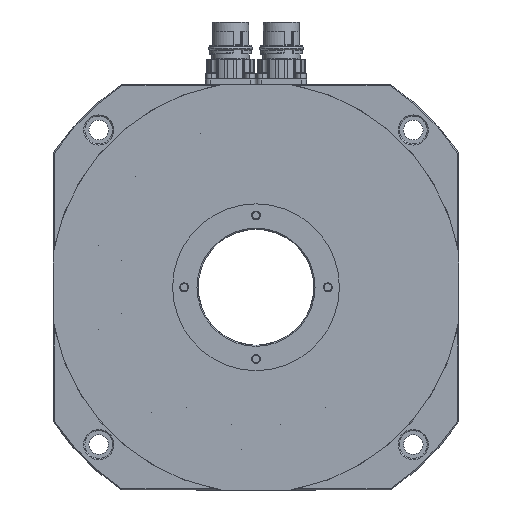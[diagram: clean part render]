
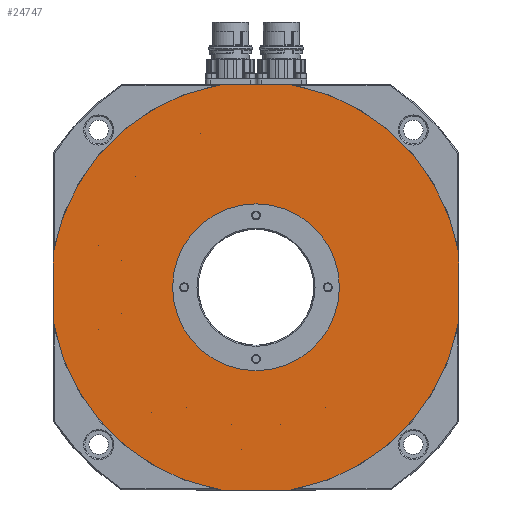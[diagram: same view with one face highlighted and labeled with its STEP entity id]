
A CAD part, left-side view. The second image highlights one B-rep face of the part: STEP entity #24747.
In plain terms, the highlighted planar face has unit normal (-1, 0, 0).
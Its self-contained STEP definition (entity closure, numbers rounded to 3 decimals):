
#2715 = CIRCLE ( 'NONE', #43869, 88.75 ) ;
#3373 = VERTEX_POINT ( 'NONE', #86887 ) ;
#3765 = VERTEX_POINT ( 'NONE', #99136 ) ;
#4796 = CARTESIAN_POINT ( 'NONE',  ( -35.5, 87.5, 87.5 ) ) ;
#8321 = VECTOR ( 'NONE', #37401, 1000. ) ;
#12129 = CARTESIAN_POINT ( 'NONE',  ( -35.5, -87.5, 14.843 ) ) ;
#12318 = DIRECTION ( 'NONE',  ( 0., 0., 1. ) ) ;
#12330 = CARTESIAN_POINT ( 'NONE',  ( -35.5, 0., 0. ) ) ;
#13608 = ORIENTED_EDGE ( 'NONE', *, *, #24796, .T. ) ;
#14660 = DIRECTION ( 'NONE',  ( 0., 0., 1. ) ) ;
#14768 = CIRCLE ( 'NONE', #22164, 36. ) ;
#15013 = VERTEX_POINT ( 'NONE', #76156 ) ;
#15853 = LINE ( 'NONE', #4796, #50178 ) ;
#17656 = AXIS2_PLACEMENT_3D ( 'NONE', #90869, #18750, #55039 ) ;
#18025 = CARTESIAN_POINT ( 'NONE',  ( -35.5, 0., 0. ) ) ;
#18750 = DIRECTION ( 'NONE',  ( -1., 0., 0. ) ) ;
#19170 = CARTESIAN_POINT ( 'NONE',  ( -35.5, 14.843, -87.5 ) ) ;
#19243 = ORIENTED_EDGE ( 'NONE', *, *, #80857, .T. ) ;
#19443 = DIRECTION ( 'NONE',  ( 0., 0., 1. ) ) ;
#20132 = ORIENTED_EDGE ( 'NONE', *, *, #53144, .T. ) ;
#20737 = DIRECTION ( 'NONE',  ( 0., 0., 1. ) ) ;
#22164 = AXIS2_PLACEMENT_3D ( 'NONE', #114850, #106374, #14660 ) ;
#24747 = ADVANCED_FACE ( 'NONE', ( #68691, #83015 ), #82180, .T. ) ;
#24796 = EDGE_CURVE ( 'NONE', #15013, #83267, #117150, .T. ) ;
#26333 = VERTEX_POINT ( 'NONE', #101052 ) ;
#28856 = CARTESIAN_POINT ( 'NONE',  ( -35.5, 0., -36. ) ) ;
#30613 = EDGE_LOOP ( 'NONE', ( #20132, #30970, #31742, #13608, #49780, #93875, #19243, #33946 ) ) ;
#30970 = ORIENTED_EDGE ( 'NONE', *, *, #77381, .T. ) ;
#31742 = ORIENTED_EDGE ( 'NONE', *, *, #73699, .T. ) ;
#32164 = CIRCLE ( 'NONE', #33403, 88.75 ) ;
#33403 = AXIS2_PLACEMENT_3D ( 'NONE', #18025, #63518, #80636 ) ;
#33946 = ORIENTED_EDGE ( 'NONE', *, *, #100499, .T. ) ;
#35157 = CIRCLE ( 'NONE', #86495, 36. ) ;
#35344 = DIRECTION ( 'NONE',  ( 0., -1., 0. ) ) ;
#37401 = DIRECTION ( 'NONE',  ( 0., 0., -1. ) ) ;
#37409 = CARTESIAN_POINT ( 'NONE',  ( -35.5, 0., 0. ) ) ;
#38880 = DIRECTION ( 'NONE',  ( -1., 0., 0. ) ) ;
#39388 = DIRECTION ( 'NONE',  ( -1., 0., 0. ) ) ;
#43869 = AXIS2_PLACEMENT_3D ( 'NONE', #12330, #39388, #76127 ) ;
#47065 = DIRECTION ( 'NONE',  ( -1., 0., 0. ) ) ;
#47322 = CARTESIAN_POINT ( 'NONE',  ( -35.5, 0., 0. ) ) ;
#48349 = VECTOR ( 'NONE', #35344, 1000. ) ;
#49780 = ORIENTED_EDGE ( 'NONE', *, *, #63098, .T. ) ;
#49789 = CARTESIAN_POINT ( 'NONE',  ( -35.5, -87.5, 87.5 ) ) ;
#50178 = VECTOR ( 'NONE', #105719, 1000. ) ;
#51621 = VERTEX_POINT ( 'NONE', #100584 ) ;
#53144 = EDGE_CURVE ( 'NONE', #51621, #78229, #15853, .T. ) ;
#54114 = CIRCLE ( 'NONE', #105527, 88.75 ) ;
#55039 = DIRECTION ( 'NONE',  ( 0., 0., 1. ) ) ;
#55446 = LINE ( 'NONE', #80455, #48349 ) ;
#55912 = AXIS2_PLACEMENT_3D ( 'NONE', #37409, #57778, #20737 ) ;
#57034 = CARTESIAN_POINT ( 'NONE',  ( -35.5, 0., 0. ) ) ;
#57778 = DIRECTION ( 'NONE',  ( -1., 0., 0. ) ) ;
#58498 = CARTESIAN_POINT ( 'NONE',  ( -35.5, 0., 36. ) ) ;
#60689 = EDGE_CURVE ( 'NONE', #74279, #104743, #14768, .T. ) ;
#63098 = EDGE_CURVE ( 'NONE', #83267, #26333, #55446, .T. ) ;
#63518 = DIRECTION ( 'NONE',  ( -1., 0., 0. ) ) ;
#63995 = LINE ( 'NONE', #64650, #8321 ) ;
#64650 = CARTESIAN_POINT ( 'NONE',  ( -35.5, 87.5, 87.5 ) ) ;
#66009 = ORIENTED_EDGE ( 'NONE', *, *, #60689, .F. ) ;
#68691 = FACE_OUTER_BOUND ( 'NONE', #30613, .T. ) ;
#73699 = EDGE_CURVE ( 'NONE', #3373, #15013, #63995, .T. ) ;
#74279 = VERTEX_POINT ( 'NONE', #28856 ) ;
#76127 = DIRECTION ( 'NONE',  ( 0., 0., 1. ) ) ;
#76156 = CARTESIAN_POINT ( 'NONE',  ( -35.5, 87.5, -14.843 ) ) ;
#77381 = EDGE_CURVE ( 'NONE', #78229, #3373, #54114, .T. ) ;
#78229 = VERTEX_POINT ( 'NONE', #100309 ) ;
#79303 = EDGE_CURVE ( 'NONE', #26333, #3765, #2715, .T. ) ;
#80455 = CARTESIAN_POINT ( 'NONE',  ( -35.5, 87.5, -87.5 ) ) ;
#80636 = DIRECTION ( 'NONE',  ( 0., 0., 1. ) ) ;
#80857 = EDGE_CURVE ( 'NONE', #3765, #110554, #105136, .T. ) ;
#82180 = PLANE ( 'NONE',  #17656 ) ;
#83015 = FACE_BOUND ( 'NONE', #88096, .T. ) ;
#83267 = VERTEX_POINT ( 'NONE', #19170 ) ;
#86495 = AXIS2_PLACEMENT_3D ( 'NONE', #47322, #38880, #19443 ) ;
#86887 = CARTESIAN_POINT ( 'NONE',  ( -35.5, 87.5, 14.843 ) ) ;
#88096 = EDGE_LOOP ( 'NONE', ( #66009, #106506 ) ) ;
#90869 = CARTESIAN_POINT ( 'NONE',  ( -35.5, 0., 0. ) ) ;
#92466 = DIRECTION ( 'NONE',  ( 0., 0., 1. ) ) ;
#93875 = ORIENTED_EDGE ( 'NONE', *, *, #79303, .T. ) ;
#95153 = VECTOR ( 'NONE', #12318, 1000. ) ;
#99136 = CARTESIAN_POINT ( 'NONE',  ( -35.5, -87.5, -14.843 ) ) ;
#100309 = CARTESIAN_POINT ( 'NONE',  ( -35.5, 14.843, 87.5 ) ) ;
#100499 = EDGE_CURVE ( 'NONE', #110554, #51621, #32164, .T. ) ;
#100584 = CARTESIAN_POINT ( 'NONE',  ( -35.5, -14.843, 87.5 ) ) ;
#101052 = CARTESIAN_POINT ( 'NONE',  ( -35.5, -14.843, -87.5 ) ) ;
#104743 = VERTEX_POINT ( 'NONE', #58498 ) ;
#105136 = LINE ( 'NONE', #49789, #95153 ) ;
#105527 = AXIS2_PLACEMENT_3D ( 'NONE', #57034, #47065, #92466 ) ;
#105719 = DIRECTION ( 'NONE',  ( 0., 1., 0. ) ) ;
#106374 = DIRECTION ( 'NONE',  ( -1., 0., 0. ) ) ;
#106506 = ORIENTED_EDGE ( 'NONE', *, *, #114281, .F. ) ;
#110554 = VERTEX_POINT ( 'NONE', #12129 ) ;
#114281 = EDGE_CURVE ( 'NONE', #104743, #74279, #35157, .T. ) ;
#114850 = CARTESIAN_POINT ( 'NONE',  ( -35.5, 0., 0. ) ) ;
#117150 = CIRCLE ( 'NONE', #55912, 88.75 ) ;
